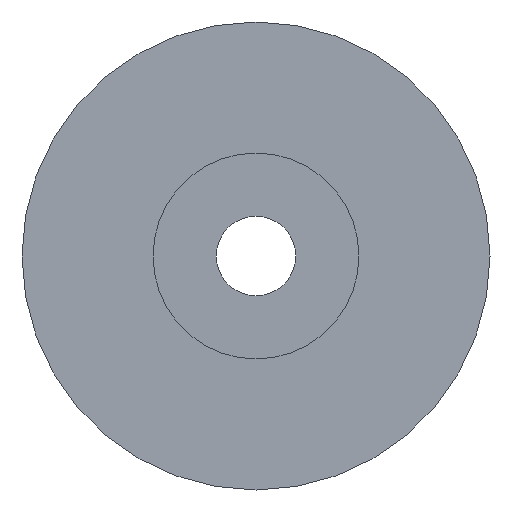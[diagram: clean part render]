
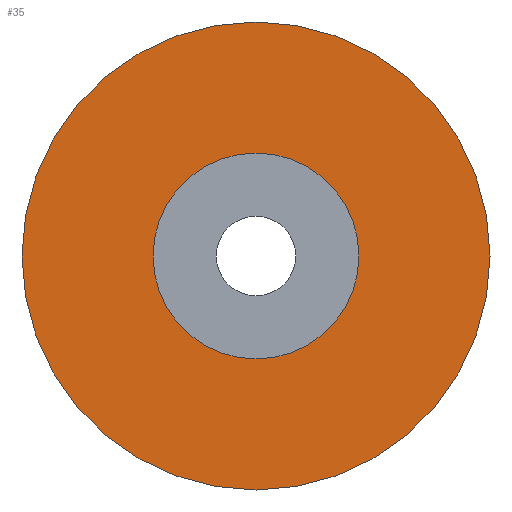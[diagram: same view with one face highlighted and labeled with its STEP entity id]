
A CAD part, front view. The second image highlights one B-rep face of the part: STEP entity #35.
In plain terms, the highlighted planar face has unit normal (0, -1, 0).
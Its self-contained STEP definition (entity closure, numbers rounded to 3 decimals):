
#35 = ADVANCED_FACE( '', ( #70, #71 ), #72, .T. );
#70 = FACE_OUTER_BOUND( '', #105, .T. );
#71 = FACE_BOUND( '', #106, .T. );
#72 = PLANE( '', #107 );
#105 = EDGE_LOOP( '', ( #138 ) );
#106 = EDGE_LOOP( '', ( #139 ) );
#107 = AXIS2_PLACEMENT_3D( '', #140, #141, #142 );
#138 = ORIENTED_EDGE( '', *, *, #173, .T. );
#139 = ORIENTED_EDGE( '', *, *, #168, .F. );
#140 = CARTESIAN_POINT( '', ( 11., 0., 0. ) );
#141 = DIRECTION( '', ( 0., -1., 0. ) );
#142 = DIRECTION( '', ( 0., 0., -1. ) );
#168 = EDGE_CURVE( '', #182, #182, #183, .T. );
#173 = EDGE_CURVE( '', #190, #190, #191, .T. );
#182 = VERTEX_POINT( '', #203 );
#183 = CIRCLE( '', #204, 11. );
#190 = VERTEX_POINT( '', #211 );
#191 = CIRCLE( '', #212, 25. );
#203 = CARTESIAN_POINT( '', ( 0., 0., -11. ) );
#204 = AXIS2_PLACEMENT_3D( '', #223, #224, #225 );
#211 = CARTESIAN_POINT( '', ( 0., 0., -25. ) );
#212 = AXIS2_PLACEMENT_3D( '', #232, #233, #234 );
#223 = CARTESIAN_POINT( '', ( 0., 0., 0. ) );
#224 = DIRECTION( '', ( 0., -1., 0. ) );
#225 = DIRECTION( '', ( 0., 0., -1. ) );
#232 = CARTESIAN_POINT( '', ( 0., 0., 0. ) );
#233 = DIRECTION( '', ( 0., -1., 0. ) );
#234 = DIRECTION( '', ( 0., 0., -1. ) );
